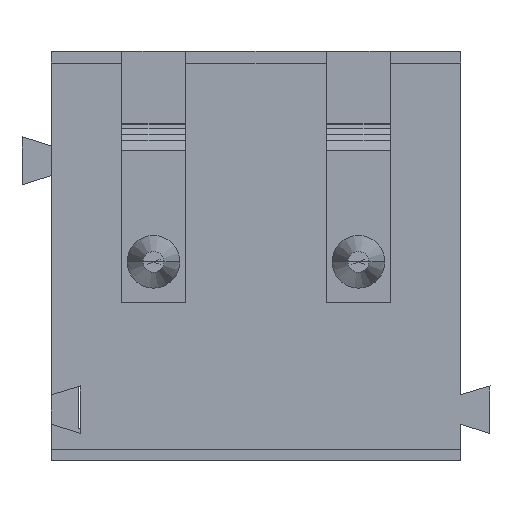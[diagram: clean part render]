
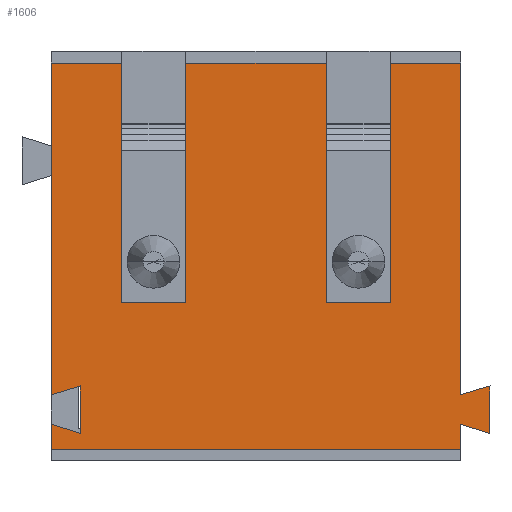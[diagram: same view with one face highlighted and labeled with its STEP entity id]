
A CAD part, front view. The second image highlights one B-rep face of the part: STEP entity #1606.
In plain terms, the highlighted planar face has unit normal (0, -1, 0).
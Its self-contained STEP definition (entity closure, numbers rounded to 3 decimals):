
#894=EDGE_CURVE('',#1350,#1318,#2574,.T.);
#896=VERTEX_POINT('',#2576);
#918=EDGE_CURVE('',#1688,#1350,#2603,.T.);
#1022=EDGE_CURVE('',#2390,#2090,#2713,.T.);
#1210=EDGE_CURVE('',#2394,#1638,#2923,.T.);
#1226=EDGE_CURVE('',#1938,#2302,#2940,.T.);
#1230=VERTEX_POINT('',#2944);
#1266=EDGE_CURVE('',#2390,#2302,#2985,.T.);
#1268=VERTEX_POINT('',#2987);
#1318=VERTEX_POINT('',#3041);
#1346=EDGE_CURVE('',#1820,#1688,#3070,.T.);
#1350=VERTEX_POINT('',#3075);
#1388=VERTEX_POINT('',#3117);
#1410=VERTEX_POINT('',#3143);
#1502=VERTEX_POINT('',#3247);
#1540=EDGE_CURVE('',#1410,#896,#3287,.T.);
#1584=EDGE_CURVE('',#1388,#2220,#3332,.T.);
#1606=ADVANCED_FACE('',(#3357),#3358,.T.);
#1636=EDGE_CURVE('',#1932,#1230,#3394,.T.);
#1638=VERTEX_POINT('',#3396);
#1650=EDGE_CURVE('',#2428,#1932,#3408,.T.);
#1670=EDGE_CURVE('',#896,#1502,#3430,.T.);
#1688=VERTEX_POINT('',#3450);
#1714=VERTEX_POINT('',#3479);
#1796=EDGE_CURVE('',#2428,#1318,#3571,.T.);
#1820=VERTEX_POINT('',#3599);
#1844=EDGE_CURVE('',#1502,#1388,#3625,.T.);
#1882=EDGE_CURVE('',#1638,#1938,#3666,.T.);
#1932=VERTEX_POINT('',#3720);
#1938=VERTEX_POINT('',#3727);
#2066=EDGE_CURVE('',#2090,#1410,#3869,.T.);
#2090=VERTEX_POINT('',#3894);
#2174=EDGE_CURVE('',#1820,#1268,#3986,.T.);
#2220=VERTEX_POINT('',#4034);
#2302=VERTEX_POINT('',#4121);
#2378=EDGE_CURVE('',#1230,#1714,#4205,.T.);
#2390=VERTEX_POINT('',#4218);
#2392=EDGE_CURVE('',#2220,#1268,#4220,.T.);
#2394=VERTEX_POINT('',#4222);
#2428=VERTEX_POINT('',#4259);
#2430=EDGE_CURVE('',#2394,#1714,#4261,.T.);
#2574=LINE('',#4428,#4429);
#2576=CARTESIAN_POINT('',(-3.003,0.,0.47));
#2603=LINE('',#4466,#4467);
#2713=LINE('',#4631,#4632);
#2923=LINE('',#4927,#4928);
#2940=LINE('',#4954,#4955);
#2944=CARTESIAN_POINT('',(1.2,0.0,2.7));
#2985=LINE('',#5021,#5022);
#2987=CARTESIAN_POINT('',(3.5,0.,0.626));
#3041=CARTESIAN_POINT('',(3.5,0.0,6.796));
#3070=LINE('',#5141,#5142);
#3075=CARTESIAN_POINT('',(3.5,0.,1.13));
#3117=CARTESIAN_POINT('',(-3.5,0.0,0.197));
#3143=CARTESIAN_POINT('',(-3.003,0.,1.28));
#3247=CARTESIAN_POINT('',(-3.5,0.,0.626));
#3287=LINE('',#5443,#5444);
#3332=LINE('',#5515,#5516);
#3357=FACE_OUTER_BOUND('',#5549,.T.);
#3358=PLANE('',#5550);
#3394=LINE('',#5593,#5594);
#3396=CARTESIAN_POINT('',(-1.2,0.0,2.7));
#3408=LINE('',#5617,#5618);
#3430=LINE('',#5651,#5652);
#3450=CARTESIAN_POINT('',(3.997,0.,1.28));
#3479=CARTESIAN_POINT('',(1.2,0.0,6.796));
#3571=LINE('',#5839,#5840);
#3599=CARTESIAN_POINT('',(3.997,0.,0.47));
#3625=LINE('',#5914,#5915);
#3666=LINE('',#5973,#5974);
#3720=CARTESIAN_POINT('',(2.3,0.0,2.7));
#3727=CARTESIAN_POINT('',(-2.3,0.0,2.7));
#3869=LINE('',#6266,#6267);
#3894=CARTESIAN_POINT('',(-3.5,0.,1.13));
#3986=LINE('',#6431,#6432);
#4034=CARTESIAN_POINT('',(3.5,0.0,0.197));
#4121=CARTESIAN_POINT('',(-2.3,0.0,6.796));
#4205=LINE('',#6760,#6761);
#4218=CARTESIAN_POINT('',(-3.5,0.0,6.796));
#4220=LINE('',#6781,#6782);
#4222=CARTESIAN_POINT('',(-1.2,0.0,6.796));
#4259=CARTESIAN_POINT('',(2.3,0.0,6.796));
#4261=LINE('',#6838,#6839);
#4428=CARTESIAN_POINT('',(3.5,0.0,6.796));
#4429=VECTOR('',#6992,1.0);
#4466=CARTESIAN_POINT('',(3.997,0.,1.28));
#4467=VECTOR('',#7040,1.0);
#4631=CARTESIAN_POINT('',(-3.5,0.0,6.796));
#4632=VECTOR('',#7117,1.0);
#4927=CARTESIAN_POINT('',(-1.2,0.0,3.949));
#4928=VECTOR('',#7378,1.0);
#4954=CARTESIAN_POINT('',(-2.3,0.0,3.949));
#4955=VECTOR('',#7391,1.0);
#5021=CARTESIAN_POINT('',(-3.5,0.0,6.796));
#5022=VECTOR('',#7447,1.0);
#5141=CARTESIAN_POINT('',(3.997,0.,0.47));
#5142=VECTOR('',#7512,1.0);
#5443=CARTESIAN_POINT('',(-3.003,0.,0.334));
#5444=VECTOR('',#7771,1.0);
#5515=CARTESIAN_POINT('',(-3.5,0.0,0.197));
#5516=VECTOR('',#7799,1.0);
#5549=EDGE_LOOP('',(#7829,#7830,#7831,#7832,#7833,#7834,#7835,#7836,#7837,#7838,#7839,#7840,#7841,#7842,#7843,#7844,#7845,#7846,#7847,#7848));
#5550=AXIS2_PLACEMENT_3D('',#7849,#7850,#7851);
#5593=CARTESIAN_POINT('',(-0.875,0.0,2.7));
#5594=VECTOR('',#7901,1.0);
#5617=CARTESIAN_POINT('',(2.3,0.0,3.949));
#5618=VECTOR('',#7906,1.0);
#5651=CARTESIAN_POINT('',(-3.439,0.,0.607));
#5652=VECTOR('',#7930,1.0);
#5839=CARTESIAN_POINT('',(-3.5,0.0,6.796));
#5840=VECTOR('',#8074,1.0);
#5914=CARTESIAN_POINT('',(-3.5,0.0,6.796));
#5915=VECTOR('',#8146,1.0);
#5973=CARTESIAN_POINT('',(-2.625,0.0,2.7));
#5974=VECTOR('',#8184,1.0);
#6266=CARTESIAN_POINT('',(-3.38,0.0,1.166));
#6267=VECTOR('',#8402,1.0);
#6431=CARTESIAN_POINT('',(3.997,0.,0.47));
#6432=VECTOR('',#8508,1.0);
#6760=CARTESIAN_POINT('',(1.2,0.0,3.949));
#6761=VECTOR('',#8695,1.0);
#6781=CARTESIAN_POINT('',(3.5,0.0,6.796));
#6782=VECTOR('',#8706,1.0);
#6838=CARTESIAN_POINT('',(-3.5,0.0,6.796));
#6839=VECTOR('',#8757,1.0);
#6992=DIRECTION('',(0.,0.0,1.0));
#7040=DIRECTION('',(-0.957,0.,-0.289));
#7117=DIRECTION('',(0.,0.0,-1.0));
#7378=DIRECTION('',(0.0,0.0,-1.0));
#7391=DIRECTION('',(0.0,0.0,1.0));
#7447=DIRECTION('',(1.0,0.0,0.));
#7512=DIRECTION('',(0.,0.,1.));
#7771=DIRECTION('',(0.,0.0,-1.));
#7799=DIRECTION('',(1.0,0.0,0.));
#7829=ORIENTED_EDGE('',*,*,#2378,.T.);
#7830=ORIENTED_EDGE('',*,*,#2430,.F.);
#7831=ORIENTED_EDGE('',*,*,#1210,.T.);
#7832=ORIENTED_EDGE('',*,*,#1882,.T.);
#7833=ORIENTED_EDGE('',*,*,#1226,.T.);
#7834=ORIENTED_EDGE('',*,*,#1266,.F.);
#7835=ORIENTED_EDGE('',*,*,#1022,.T.);
#7836=ORIENTED_EDGE('',*,*,#2066,.T.);
#7837=ORIENTED_EDGE('',*,*,#1540,.T.);
#7838=ORIENTED_EDGE('',*,*,#1670,.T.);
#7839=ORIENTED_EDGE('',*,*,#1844,.T.);
#7840=ORIENTED_EDGE('',*,*,#1584,.T.);
#7841=ORIENTED_EDGE('',*,*,#2392,.T.);
#7842=ORIENTED_EDGE('',*,*,#2174,.F.);
#7843=ORIENTED_EDGE('',*,*,#1346,.T.);
#7844=ORIENTED_EDGE('',*,*,#918,.T.);
#7845=ORIENTED_EDGE('',*,*,#894,.T.);
#7846=ORIENTED_EDGE('',*,*,#1796,.F.);
#7847=ORIENTED_EDGE('',*,*,#1650,.T.);
#7848=ORIENTED_EDGE('',*,*,#1636,.T.);
#7849=CARTESIAN_POINT('',(-3.5,0.0,0.197));
#7850=DIRECTION('',(0.0,-1.0,0.0));
#7851=DIRECTION('',(0.,0.0,-1.0));
#7901=DIRECTION('',(-1.0,0.0,0.0));
#7906=DIRECTION('',(0.0,0.0,-1.0));
#7930=DIRECTION('',(-0.954,0.0,0.301));
#8074=DIRECTION('',(1.0,0.0,0.));
#8146=DIRECTION('',(0.,0.0,-1.0));
#8184=DIRECTION('',(-1.0,0.0,0.0));
#8402=DIRECTION('',(0.957,0.0,0.289));
#8508=DIRECTION('',(-0.954,0.,0.301));
#8695=DIRECTION('',(0.0,0.0,1.0));
#8706=DIRECTION('',(0.,0.0,1.0));
#8757=DIRECTION('',(1.0,0.0,0.));
